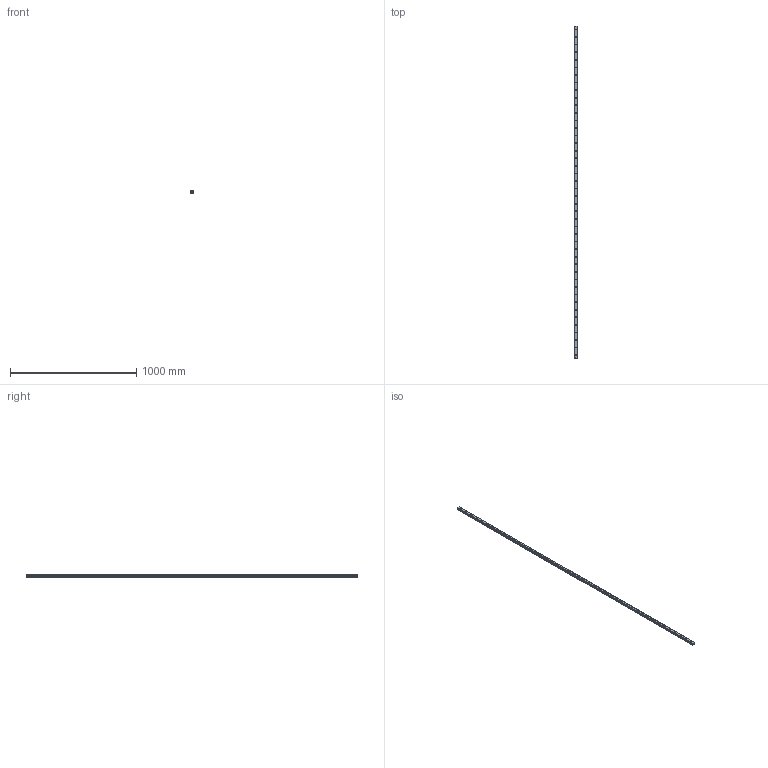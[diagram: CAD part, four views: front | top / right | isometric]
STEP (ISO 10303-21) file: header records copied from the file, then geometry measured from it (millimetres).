
FILE_DESCRIPTION(('STEP AP214'),'1');
FILE_NAME('cctmp_5B822EDD-539D-41B5-A5B3-70A8E55CC8E4_2021_02_09_16_40_19_0728..stp','2021-02-09T15:40:20',('HIWIN GmbH'),('CADClick - www.CADClick.com'),'Spatial InterOp 3D',' ','unknown authorization');
FILE_SCHEMA(('AUTOMOTIVE_DESIGN'));
Length unit declared in the file: millimetre
Products named in the file (1): EGR25R2630C_FILE
Bounding box: 23 x 2630 x 18 mm (x, y, z)
Volume: 904377.4 mm3; surface area: 244567.1 mm2
Topology: 1 solids, 1 shells, 633 faces, 1617 edges, 1078 vertices
Faces by surface type: plane 349, cylinder 284
Entity records: 24739 total; most frequent: DIRECTION 3805, CARTESIAN_POINT 3329, ORIENTED_EDGE 3234, EDGE_CURVE 1617, AXIS2_PLACEMENT_3D 1554, VERTEX_POINT 1078, CIRCLE 744, EDGE_LOOP 725
